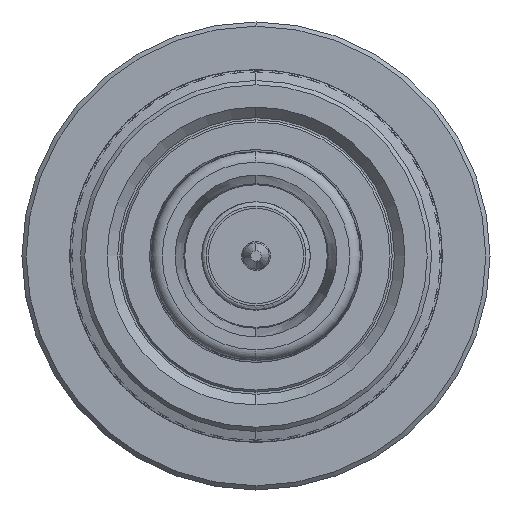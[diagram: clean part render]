
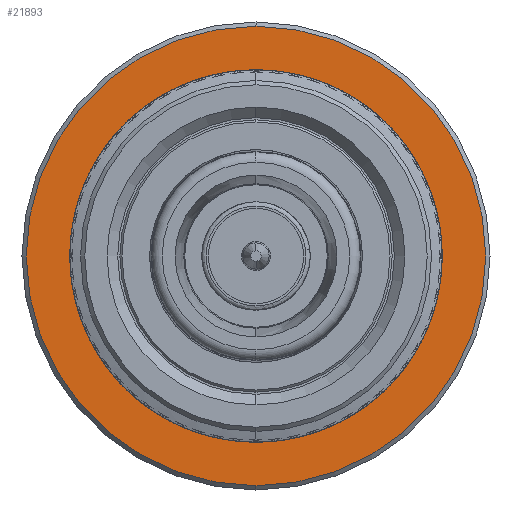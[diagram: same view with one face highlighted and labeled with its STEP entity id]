
A CAD part, left-side view. The second image highlights one B-rep face of the part: STEP entity #21893.
In plain terms, the highlighted face is planar.
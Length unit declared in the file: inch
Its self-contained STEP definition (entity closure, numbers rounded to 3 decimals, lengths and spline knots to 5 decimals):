
#899 = CIRCLE ( 'NONE', #61523, 0.4252 ) ;
#2286 = CARTESIAN_POINT ( 'NONE',  ( 0.90551, 0., 0.25197 ) ) ;
#4424 = VERTEX_POINT ( 'NONE', #69914 ) ;
#4678 = DIRECTION ( 'NONE',  ( 1., 0., 0. ) ) ;
#10810 = DIRECTION ( 'NONE',  ( 1., 0., 0. ) ) ;
#13519 = DIRECTION ( 'NONE',  ( 0., 0., -1. ) ) ;
#19970 = EDGE_CURVE ( 'NONE', #96356, #77338, #73522, .T. ) ;
#20984 = EDGE_LOOP ( 'NONE', ( #100627, #78442 ) ) ;
#21893 = ADVANCED_FACE ( 'NONE', ( #105608, #62723 ), #63808, .T. ) ;
#26444 = CIRCLE ( 'NONE', #90600, 0.25197 ) ;
#29593 = EDGE_CURVE ( 'NONE', #4424, #58261, #103927, .T. ) ;
#31750 = CARTESIAN_POINT ( 'NONE',  ( 0.90551, 0., 0. ) ) ;
#34551 = CARTESIAN_POINT ( 'NONE',  ( 0.90551, 0., 0. ) ) ;
#35073 = DIRECTION ( 'NONE',  ( 1., 0., 0. ) ) ;
#35273 = EDGE_LOOP ( 'NONE', ( #36166, #54203 ) ) ;
#36166 = ORIENTED_EDGE ( 'NONE', *, *, #78993, .T. ) ;
#41434 = AXIS2_PLACEMENT_3D ( 'NONE', #34551, #35073, #61133 ) ;
#44247 = CARTESIAN_POINT ( 'NONE',  ( 0.90551, 0., 0. ) ) ;
#50982 = DIRECTION ( 'NONE',  ( 0., 0., -1. ) ) ;
#52061 = CARTESIAN_POINT ( 'NONE',  ( 0.90551, 0., 0. ) ) ;
#54203 = ORIENTED_EDGE ( 'NONE', *, *, #29593, .T. ) ;
#54603 = AXIS2_PLACEMENT_3D ( 'NONE', #31750, #4678, #64875 ) ;
#58261 = VERTEX_POINT ( 'NONE', #80805 ) ;
#61133 = DIRECTION ( 'NONE',  ( 0., 0., -1. ) ) ;
#61523 = AXIS2_PLACEMENT_3D ( 'NONE', #52061, #10810, #50982 ) ;
#62723 = FACE_BOUND ( 'NONE', #20984, .T. ) ;
#63808 = PLANE ( 'NONE',  #54603 ) ;
#64875 = DIRECTION ( 'NONE',  ( 0., 1., 0. ) ) ;
#65684 = EDGE_CURVE ( 'NONE', #77338, #96356, #26444, .T. ) ;
#69914 = CARTESIAN_POINT ( 'NONE',  ( 0.90551, 0., -0.4252 ) ) ;
#73522 = CIRCLE ( 'NONE', #102973, 0.25197 ) ;
#77338 = VERTEX_POINT ( 'NONE', #90382 ) ;
#77388 = DIRECTION ( 'NONE',  ( 0., 0., -1. ) ) ;
#77914 = DIRECTION ( 'NONE',  ( 1., 0., 0. ) ) ;
#78442 = ORIENTED_EDGE ( 'NONE', *, *, #65684, .F. ) ;
#78993 = EDGE_CURVE ( 'NONE', #58261, #4424, #899, .T. ) ;
#80805 = CARTESIAN_POINT ( 'NONE',  ( 0.90551, 0., 0.4252 ) ) ;
#87887 = DIRECTION ( 'NONE',  ( 1., 0., 0. ) ) ;
#90382 = CARTESIAN_POINT ( 'NONE',  ( 0.90551, 0., -0.25197 ) ) ;
#90600 = AXIS2_PLACEMENT_3D ( 'NONE', #44247, #77914, #77388 ) ;
#96356 = VERTEX_POINT ( 'NONE', #2286 ) ;
#100627 = ORIENTED_EDGE ( 'NONE', *, *, #19970, .F. ) ;
#102973 = AXIS2_PLACEMENT_3D ( 'NONE', #105814, #87887, #13519 ) ;
#103927 = CIRCLE ( 'NONE', #41434, 0.4252 ) ;
#105608 = FACE_OUTER_BOUND ( 'NONE', #35273, .T. ) ;
#105814 = CARTESIAN_POINT ( 'NONE',  ( 0.90551, 0., 0. ) ) ;
